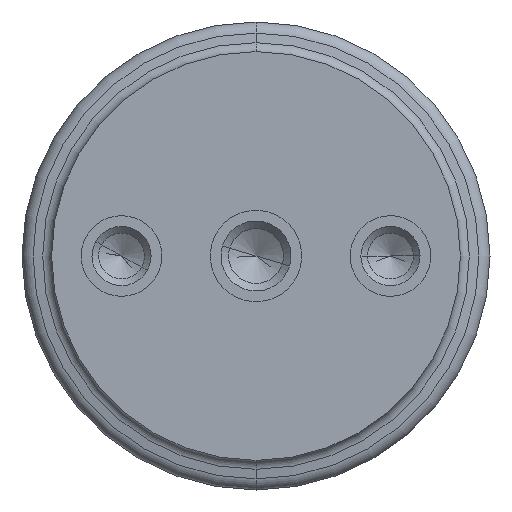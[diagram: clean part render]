
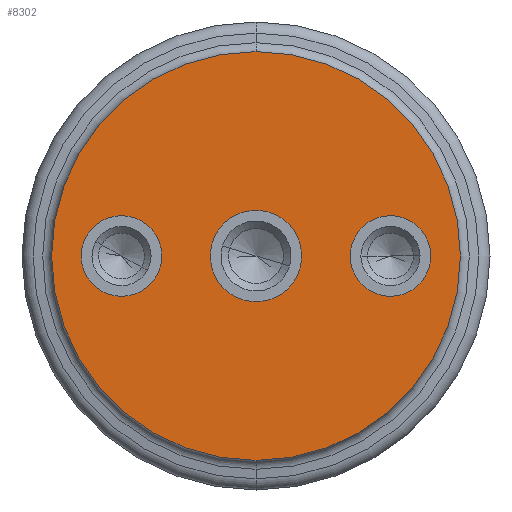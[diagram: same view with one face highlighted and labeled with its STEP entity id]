
A CAD part, front view. The second image highlights one B-rep face of the part: STEP entity #8302.
In plain terms, the highlighted planar face has unit normal (0, -1, 0).
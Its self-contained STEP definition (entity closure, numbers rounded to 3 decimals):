
#22 = DIRECTION ( 'NONE',  ( 0., 1., 0. ) ) ;
#43 = CARTESIAN_POINT ( 'NONE',  ( 0., 0., -38. ) ) ;
#171 = EDGE_CURVE ( 'NONE', #1133, #3337, #2091, .T. ) ;
#296 = EDGE_CURVE ( 'NONE', #5297, #991, #5400, .T. ) ;
#490 = DIRECTION ( 'NONE',  ( 0., 0., 1. ) ) ;
#539 = EDGE_CURVE ( 'NONE', #8367, #7872, #6356, .T. ) ;
#612 = VERTEX_POINT ( 'NONE', #43 ) ;
#633 = CARTESIAN_POINT ( 'NONE',  ( 0., 0., 38. ) ) ;
#991 = VERTEX_POINT ( 'NONE', #4978 ) ;
#1133 = VERTEX_POINT ( 'NONE', #2701 ) ;
#1516 = EDGE_CURVE ( 'NONE', #3750, #612, #2665, .T. ) ;
#1678 = CIRCLE ( 'NONE', #6513, 7.5 ) ;
#1876 = DIRECTION ( 'NONE',  ( 0., 1., 0. ) ) ;
#2091 = CIRCLE ( 'NONE', #4833, 7.5 ) ;
#2094 = DIRECTION ( 'NONE',  ( 0., 1., 0. ) ) ;
#2161 = ORIENTED_EDGE ( 'NONE', *, *, #1516, .F. ) ;
#2235 = DIRECTION ( 'NONE',  ( 0., 1., 0. ) ) ;
#2268 = EDGE_CURVE ( 'NONE', #991, #5297, #5098, .T. ) ;
#2270 = EDGE_CURVE ( 'NONE', #612, #3750, #8475, .T. ) ;
#2271 = EDGE_CURVE ( 'NONE', #7872, #8367, #6731, .T. ) ;
#2286 = EDGE_CURVE ( 'NONE', #3337, #1133, #1678, .T. ) ;
#2520 = DIRECTION ( 'NONE',  ( 0., 1., 0. ) ) ;
#2665 = CIRCLE ( 'NONE', #7189, 38. ) ;
#2701 = CARTESIAN_POINT ( 'NONE',  ( -18.447, 0., -3.649 ) ) ;
#2740 = ORIENTED_EDGE ( 'NONE', *, *, #2270, .F. ) ;
#3165 = EDGE_LOOP ( 'NONE', ( #3964, #8295 ) ) ;
#3180 = CARTESIAN_POINT ( 'NONE',  ( -25., 0., 0. ) ) ;
#3337 = VERTEX_POINT ( 'NONE', #7274 ) ;
#3419 = CARTESIAN_POINT ( 'NONE',  ( 8.147, 0., -2.424 ) ) ;
#3424 = ORIENTED_EDGE ( 'NONE', *, *, #171, .T. ) ;
#3534 = FACE_BOUND ( 'NONE', #8267, .T. ) ;
#3657 = DIRECTION ( 'NONE',  ( 0., 1., 0. ) ) ;
#3750 = VERTEX_POINT ( 'NONE', #633 ) ;
#3759 = DIRECTION ( 'NONE',  ( -0.874, 0., 0.487 ) ) ;
#3804 = CARTESIAN_POINT ( 'NONE',  ( 0., 0., 0. ) ) ;
#3959 = PLANE ( 'NONE',  #4003 ) ;
#3964 = ORIENTED_EDGE ( 'NONE', *, *, #2268, .T. ) ;
#4003 = AXIS2_PLACEMENT_3D ( 'NONE', #4624, #22, #5308 ) ;
#4393 = DIRECTION ( 'NONE',  ( 0., 1., 0. ) ) ;
#4413 = ORIENTED_EDGE ( 'NONE', *, *, #539, .T. ) ;
#4421 = EDGE_LOOP ( 'NONE', ( #6990, #4413 ) ) ;
#4473 = DIRECTION ( 'NONE',  ( -0.958, 0., 0.285 ) ) ;
#4624 = CARTESIAN_POINT ( 'NONE',  ( 0., 0., 0. ) ) ;
#4833 = AXIS2_PLACEMENT_3D ( 'NONE', #7719, #3657, #8354 ) ;
#4978 = CARTESIAN_POINT ( 'NONE',  ( 17.5, 0., -0.01 ) ) ;
#5098 = CIRCLE ( 'NONE', #6529, 7.5 ) ;
#5292 = FACE_OUTER_BOUND ( 'NONE', #8438, .T. ) ;
#5297 = VERTEX_POINT ( 'NONE', #7460 ) ;
#5308 = DIRECTION ( 'NONE',  ( 0., 0., 1. ) ) ;
#5400 = CIRCLE ( 'NONE', #7802, 7.5 ) ;
#5499 = FACE_BOUND ( 'NONE', #3165, .T. ) ;
#5757 = CARTESIAN_POINT ( 'NONE',  ( 0., 0., 0. ) ) ;
#6000 = CARTESIAN_POINT ( 'NONE',  ( 0., 0., 0. ) ) ;
#6144 = CARTESIAN_POINT ( 'NONE',  ( 25., 0., 0. ) ) ;
#6356 = CIRCLE ( 'NONE', #8383, 8.5 ) ;
#6440 = CARTESIAN_POINT ( 'NONE',  ( 25., 0., 0. ) ) ;
#6468 = DIRECTION ( 'NONE',  ( -0.958, 0., 0.285 ) ) ;
#6513 = AXIS2_PLACEMENT_3D ( 'NONE', #3180, #7844, #3759 ) ;
#6515 = AXIS2_PLACEMENT_3D ( 'NONE', #5757, #1876, #6468 ) ;
#6516 = AXIS2_PLACEMENT_3D ( 'NONE', #8435, #4393, #490 ) ;
#6529 = AXIS2_PLACEMENT_3D ( 'NONE', #6440, #2520, #7126 ) ;
#6698 = DIRECTION ( 'NONE',  ( 0., 0., 1. ) ) ;
#6731 = CIRCLE ( 'NONE', #6515, 8.5 ) ;
#6773 = ORIENTED_EDGE ( 'NONE', *, *, #2286, .T. ) ;
#6854 = DIRECTION ( 'NONE',  ( -1., 0., -0.001 ) ) ;
#6990 = ORIENTED_EDGE ( 'NONE', *, *, #2271, .T. ) ;
#7126 = DIRECTION ( 'NONE',  ( -1., 0., -0.001 ) ) ;
#7151 = FACE_BOUND ( 'NONE', #4421, .T. ) ;
#7189 = AXIS2_PLACEMENT_3D ( 'NONE', #6000, #2094, #6698 ) ;
#7274 = CARTESIAN_POINT ( 'NONE',  ( -31.553, 0., 3.649 ) ) ;
#7460 = CARTESIAN_POINT ( 'NONE',  ( 32.5, 0., 0.01 ) ) ;
#7719 = CARTESIAN_POINT ( 'NONE',  ( -25., 0., 0. ) ) ;
#7802 = AXIS2_PLACEMENT_3D ( 'NONE', #6144, #2235, #6854 ) ;
#7824 = CARTESIAN_POINT ( 'NONE',  ( -8.147, 0., 2.424 ) ) ;
#7844 = DIRECTION ( 'NONE',  ( 0., 1., 0. ) ) ;
#7872 = VERTEX_POINT ( 'NONE', #7824 ) ;
#8267 = EDGE_LOOP ( 'NONE', ( #6773, #3424 ) ) ;
#8295 = ORIENTED_EDGE ( 'NONE', *, *, #296, .T. ) ;
#8302 = ADVANCED_FACE ( 'NONE', ( #5499, #5292, #7151, #3534 ), #3959, .F. ) ;
#8354 = DIRECTION ( 'NONE',  ( -0.874, 0., 0.487 ) ) ;
#8367 = VERTEX_POINT ( 'NONE', #3419 ) ;
#8383 = AXIS2_PLACEMENT_3D ( 'NONE', #3804, #8501, #4473 ) ;
#8435 = CARTESIAN_POINT ( 'NONE',  ( 0., 0., 0. ) ) ;
#8438 = EDGE_LOOP ( 'NONE', ( #2161, #2740 ) ) ;
#8475 = CIRCLE ( 'NONE', #6516, 38. ) ;
#8501 = DIRECTION ( 'NONE',  ( 0., 1., 0. ) ) ;
